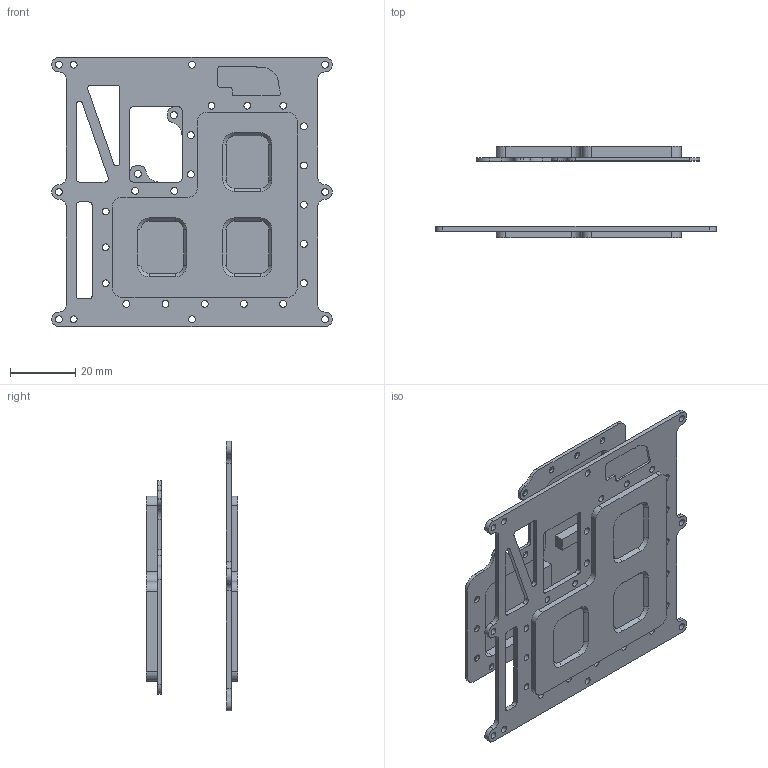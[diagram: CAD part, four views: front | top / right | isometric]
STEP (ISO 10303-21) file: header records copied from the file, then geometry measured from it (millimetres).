
FILE_DESCRIPTION(/* description */ (''),/* implementation_level */ '2;1');
FILE_NAME(/* name */ 'assem v2.step',/* time_stamp */ '2023-07-17T07:34:51-05:00',/* author */ (''),/* organization */ (''),/* preprocessor_version */ 'ST-DEVELOPER v19.2',/* originating_system */ 'Autodesk Translation Framework v12.6.0.85',/* authorisation */ '');
FILE_SCHEMA (('AUTOMOTIVE_DESIGN { 1 0 10303 214 3 1 1 }'));
Length unit declared in the file: millimetre
Products named in the file (9): assem; PayloadRedesignFinalTop; PayloadRedesignFinalBottom; perovskite_contact_board; MCP9801-M_MS; COMPOUND; Perovskite v2; SOLID; COMPOUND (1)
Assembly tree (12 placements, depth 4):
  assem
    PayloadRedesignFinalTop
    PayloadRedesignFinalBottom
    perovskite_contact_board
      Perovskite v2  x3
        SOLID
      MCP9801-M_MS  x3
        COMPOUND
      COMPOUND (1)
Bounding box: 86 x 27.9 x 82.5 mm (x, y, z)
Volume: 18654.9 mm3; surface area: 30968 mm2
Topology: 33 solids, 33 shells, 1006 faces, 2634 edges, 1732 vertices
Faces by surface type: plane 726, cylinder 267, cone 12, bspline 1
Full cylindrical faces by diameter (mm): 0.375 x3, 2.1 x52
Entity records: 18218 total; most frequent: CARTESIAN_POINT 3124, DIRECTION 3076, ORIENTED_EDGE 3016, EDGE_CURVE 1508, LINE 1100, VECTOR 1100, VERTEX_POINT 992, AXIS2_PLACEMENT_3D 988
